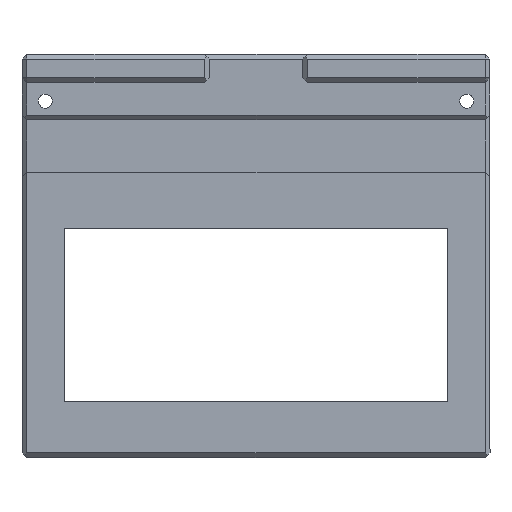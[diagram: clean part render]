
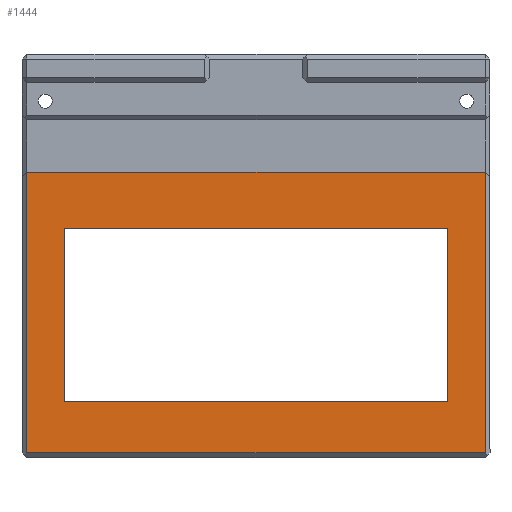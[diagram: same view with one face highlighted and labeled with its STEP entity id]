
A CAD part, front view. The second image highlights one B-rep face of the part: STEP entity #1444.
In plain terms, the highlighted face is planar.
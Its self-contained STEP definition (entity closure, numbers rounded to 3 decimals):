
#126=ORIENTED_EDGE('',*,*,#522,.T.);
#127=ORIENTED_EDGE('',*,*,#523,.T.);
#128=ORIENTED_EDGE('',*,*,#524,.T.);
#129=ORIENTED_EDGE('',*,*,#501,.F.);
#130=ORIENTED_EDGE('',*,*,#507,.F.);
#131=ORIENTED_EDGE('',*,*,#510,.T.);
#132=ORIENTED_EDGE('',*,*,#513,.T.);
#133=ORIENTED_EDGE('',*,*,#521,.T.);
#501=EDGE_CURVE('',#701,#702,#825,.T.);
#507=EDGE_CURVE('',#707,#704,#831,.T.);
#510=EDGE_CURVE('',#707,#709,#834,.T.);
#513=EDGE_CURVE('',#709,#711,#837,.T.);
#521=EDGE_CURVE('',#711,#704,#845,.T.);
#522=EDGE_CURVE('',#701,#718,#846,.T.);
#523=EDGE_CURVE('',#718,#719,#847,.T.);
#524=EDGE_CURVE('',#719,#702,#848,.T.);
#701=VERTEX_POINT('',#2134);
#702=VERTEX_POINT('',#2136);
#704=VERTEX_POINT('',#2142);
#707=VERTEX_POINT('',#2147);
#709=VERTEX_POINT('',#2153);
#711=VERTEX_POINT('',#2159);
#718=VERTEX_POINT('',#2179);
#719=VERTEX_POINT('',#2181);
#825=LINE('',#2135,#1019);
#831=LINE('',#2148,#1025);
#834=LINE('',#2154,#1028);
#837=LINE('',#2160,#1031);
#845=LINE('',#2176,#1039);
#846=LINE('',#2178,#1040);
#847=LINE('',#2180,#1041);
#848=LINE('',#2182,#1042);
#1019=VECTOR('',#1709,1000.);
#1025=VECTOR('',#1717,1000.);
#1028=VECTOR('',#1722,1000.);
#1031=VECTOR('',#1727,1000.);
#1039=VECTOR('',#1739,1000.);
#1040=VECTOR('',#1742,1000.);
#1041=VECTOR('',#1743,1000.);
#1042=VECTOR('',#1744,1000.);
#1176=EDGE_LOOP('',(#126,#127,#128,#129));
#1177=EDGE_LOOP('',(#130,#131,#132,#133));
#1272=FACE_BOUND('',#1176,.T.);
#1273=FACE_BOUND('',#1177,.T.);
#1362=PLANE('',#1547);
#1444=ADVANCED_FACE('',(#1272,#1273),#1362,.T.);
#1547=AXIS2_PLACEMENT_3D('',#2177,#1740,#1741);
#1709=DIRECTION('',(0.,-1.,0.));
#1717=DIRECTION('',(1.,0.,0.));
#1722=DIRECTION('',(0.,1.,0.));
#1727=DIRECTION('',(1.,0.,0.));
#1739=DIRECTION('',(0.,-1.,0.));
#1740=DIRECTION('',(0.,0.,1.));
#1741=DIRECTION('',(1.,0.,0.));
#1742=DIRECTION('',(-1.,0.,0.));
#1743=DIRECTION('',(0.,-1.,0.));
#1744=DIRECTION('',(1.,0.,0.));
#2134=CARTESIAN_POINT('',(-15.15,89.,-2.75));
#2135=CARTESIAN_POINT('',(-15.15,0.,-2.75));
#2136=CARTESIAN_POINT('',(-15.15,-9.,-2.75));
#2142=CARTESIAN_POINT('',(-27.15,-1.,-2.75));
#2147=CARTESIAN_POINT('',(-64.15,-1.,-2.75));
#2148=CARTESIAN_POINT('',(-45.65,-1.,-2.75));
#2153=CARTESIAN_POINT('',(-64.15,81.,-2.75));
#2154=CARTESIAN_POINT('',(-64.15,40.,-2.75));
#2159=CARTESIAN_POINT('',(-27.15,81.,-2.75));
#2160=CARTESIAN_POINT('',(-45.65,81.,-2.75));
#2176=CARTESIAN_POINT('',(-27.15,40.,-2.75));
#2177=CARTESIAN_POINT('',(-105.65,0.,-2.75));
#2178=CARTESIAN_POINT('',(-75.15,89.,-2.75));
#2179=CARTESIAN_POINT('',(-75.15,89.,-2.75));
#2180=CARTESIAN_POINT('',(-75.15,0.,-2.75));
#2181=CARTESIAN_POINT('',(-75.15,-9.,-2.75));
#2182=CARTESIAN_POINT('',(-105.65,-9.,-2.75));
